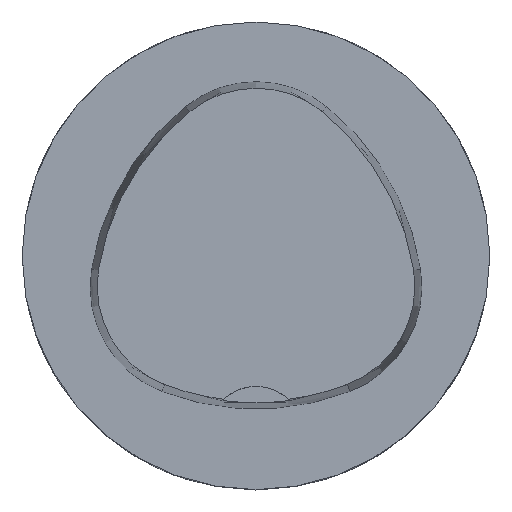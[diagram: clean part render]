
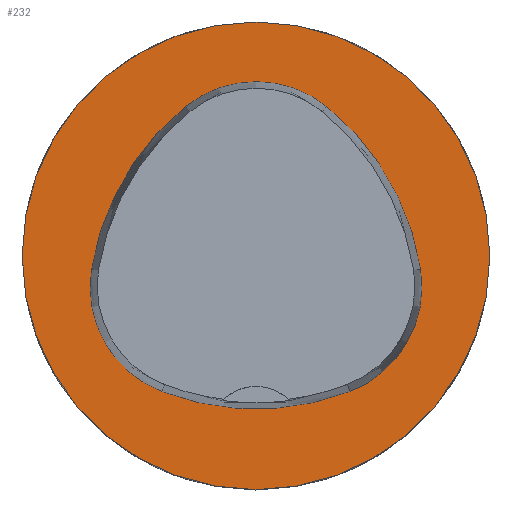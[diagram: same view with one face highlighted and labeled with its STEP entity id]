
A CAD part, top view. The second image highlights one B-rep face of the part: STEP entity #232.
In plain terms, the highlighted planar face has unit normal (0, 0, 1).
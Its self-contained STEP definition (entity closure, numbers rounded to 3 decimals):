
#232=ADVANCED_FACE('',(#279,#280),#253,.T.);
#253=PLANE('',#625);
#279=FACE_BOUND('',#305,.T.);
#280=FACE_BOUND('',#306,.T.);
#305=EDGE_LOOP('',(#404,#405,#406,#407,#408,#409));
#306=EDGE_LOOP('',(#410));
#404=ORIENTED_EDGE('',*,*,#545,.T.);
#405=ORIENTED_EDGE('',*,*,#525,.T.);
#406=ORIENTED_EDGE('',*,*,#529,.T.);
#407=ORIENTED_EDGE('',*,*,#532,.T.);
#408=ORIENTED_EDGE('',*,*,#535,.T.);
#409=ORIENTED_EDGE('',*,*,#543,.T.);
#410=ORIENTED_EDGE('',*,*,#516,.F.);
#468=VERTEX_POINT('',#878);
#477=VERTEX_POINT('',#897);
#478=VERTEX_POINT('',#898);
#481=VERTEX_POINT('',#906);
#483=VERTEX_POINT('',#912);
#485=VERTEX_POINT('',#918);
#492=VERTEX_POINT('',#939);
#516=EDGE_CURVE('',#468,#468,#562,.T.);
#525=EDGE_CURVE('',#477,#478,#563,.T.);
#529=EDGE_CURVE('',#478,#481,#565,.T.);
#532=EDGE_CURVE('',#481,#483,#567,.T.);
#535=EDGE_CURVE('',#483,#485,#569,.T.);
#543=EDGE_CURVE('',#485,#492,#573,.T.);
#545=EDGE_CURVE('',#492,#477,#575,.T.);
#562=CIRCLE('',#597,25.0);
#563=CIRCLE('',#603,28.0);
#565=CIRCLE('',#606,12.0);
#567=CIRCLE('',#609,28.0);
#569=CIRCLE('',#612,12.0);
#573=CIRCLE('',#617,28.0);
#575=CIRCLE('',#620,12.0);
#597=AXIS2_PLACEMENT_3D('',#877,#690,#691);
#603=AXIS2_PLACEMENT_3D('',#896,#706,#707);
#606=AXIS2_PLACEMENT_3D('',#905,#714,#715);
#609=AXIS2_PLACEMENT_3D('',#911,#721,#722);
#612=AXIS2_PLACEMENT_3D('',#917,#728,#729);
#617=AXIS2_PLACEMENT_3D('',#940,#740,#741);
#620=AXIS2_PLACEMENT_3D('',#943,#746,#747);
#625=AXIS2_PLACEMENT_3D('',#948,#756,#757);
#690=DIRECTION('',(0.0,0.0,-1.0));
#691=DIRECTION('',(-1.0,0.0,0.0));
#706=DIRECTION('',(0.0,0.0,-1.0));
#707=DIRECTION('',(-1.0,0.0,0.0));
#714=DIRECTION('',(0.0,0.0,-1.0));
#715=DIRECTION('',(-1.0,0.0,0.0));
#721=DIRECTION('',(0.0,0.0,-1.0));
#722=DIRECTION('',(-1.0,0.0,0.0));
#728=DIRECTION('',(0.0,0.0,-1.0));
#729=DIRECTION('',(-1.0,0.0,0.0));
#740=DIRECTION('',(0.0,0.0,-1.0));
#741=DIRECTION('',(-1.0,0.0,0.0));
#746=DIRECTION('',(0.0,0.0,-1.0));
#747=DIRECTION('',(-1.0,0.0,0.0));
#756=DIRECTION('',(0.0,0.0,1.0));
#757=DIRECTION('',(-1.0,0.0,0.0));
#877=CARTESIAN_POINT('',(0.0,0.0,0.0));
#878=CARTESIAN_POINT('',(-25.0,0.0,0.0));
#896=CARTESIAN_POINT('',(10.068,-5.824,0.0));
#897=CARTESIAN_POINT('',(-17.584,-1.424,0.0));
#898=CARTESIAN_POINT('',(-7.531,15.953,0.0));
#905=CARTESIAN_POINT('',(0.011,6.62,0.0));
#906=CARTESIAN_POINT('',(7.567,15.942,0.0));
#911=CARTESIAN_POINT('',(-10.063,-5.81,0.0));
#912=CARTESIAN_POINT('',(17.59,-1.418,0.0));
#917=CARTESIAN_POINT('',(5.739,-3.3,0.0));
#918=CARTESIAN_POINT('',(10.05,-14.499,0.0));
#939=CARTESIAN_POINT('',(-10.025,-14.516,0.0));
#940=CARTESIAN_POINT('',(-0.01,11.631,0.0));
#943=CARTESIAN_POINT('',(-5.733,-3.31,0.0));
#948=CARTESIAN_POINT('',(0.0,0.0,0.0));
